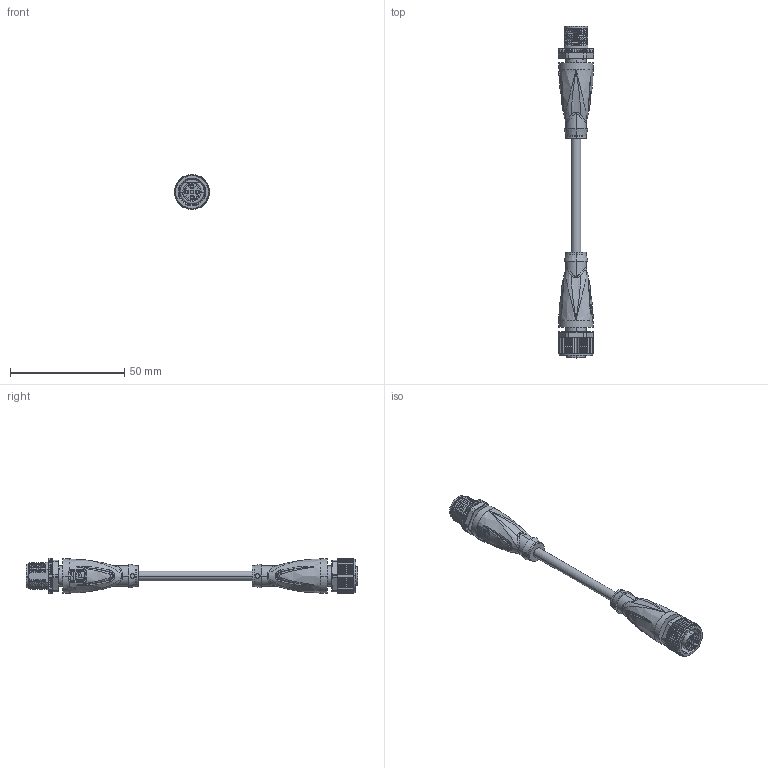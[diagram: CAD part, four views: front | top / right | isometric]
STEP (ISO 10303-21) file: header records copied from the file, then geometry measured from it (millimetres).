
FILE_DESCRIPTION(('STEP AP214'),'1');
FILE_NAME('cctmp_95098345-D1F2-46F6-95B3-DE8B04DEA3AD_2022_04_27_10_53_30_0046..stp','2022-04-27T08:53:40',('KiM GmbH'),('CADClick - www.CADClick.com'),'Spatial InterOp 3D postprocessed',' ','unknown authorization');
FILE_SCHEMA(('AUTOMOTIVE_DESIGN'));
Length unit declared in the file: millimetre
Products named in the file (9): Connection2; Connection2_2; Connection2_1; T196099_1; Cable; Connection1; Connection1_2; Connection1_1; T196099
Assembly tree (8 placements, depth 4):
  T196099
    T196099_1
      Connection2
        Connection2_2
        Connection2_1
      Cable
      Connection1
        Connection1_2
        Connection1_1
Bounding box: 15.4 x 145.5 x 15.37 mm (x, y, z)
Volume: 11943.6 mm3; surface area: 8863.8 mm2
Topology: 7 solids, 27 shells, 2169 faces, 5664 edges, 3569 vertices
Faces by surface type: plane 978, cylinder 465, torus 328, bspline 254, cone 134, sphere 6, extrusion 4
Entity records: 103227 total; most frequent: CARTESIAN_POINT 44773, ORIENTED_EDGE 11228, DIRECTION 10298, EDGE_CURVE 5636, AXIS2_PLACEMENT_3D 3734, VERTEX_POINT 3569, VECTOR 2830, LINE 2826
